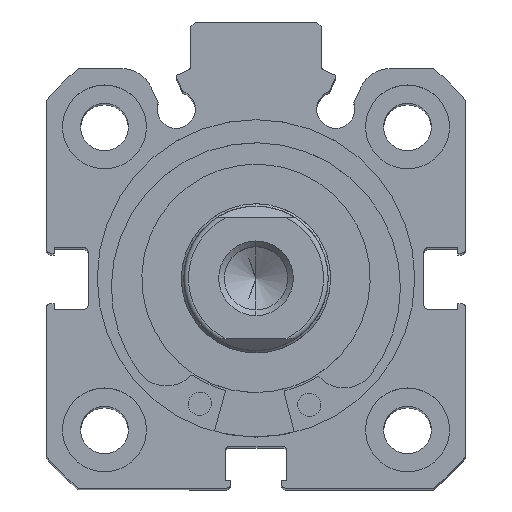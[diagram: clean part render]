
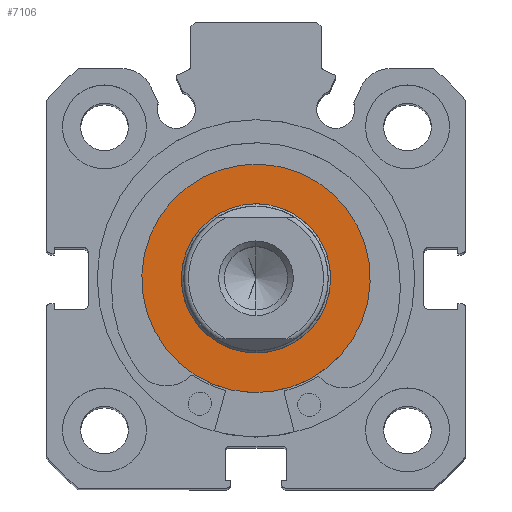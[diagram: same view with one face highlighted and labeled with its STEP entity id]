
A CAD part, top view. The second image highlights one B-rep face of the part: STEP entity #7106.
In plain terms, the highlighted face is planar.
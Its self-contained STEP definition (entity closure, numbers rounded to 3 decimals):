
#316 = ORIENTED_EDGE ( 'NONE', *, *, #1034, .F. ) ;
#406 = EDGE_LOOP ( 'NONE', ( #316, #627 ) ) ;
#440 = EDGE_LOOP ( 'NONE', ( #753, #531 ) ) ;
#531 = ORIENTED_EDGE ( 'NONE', *, *, #1129, .T. ) ;
#627 = ORIENTED_EDGE ( 'NONE', *, *, #1475, .F. ) ;
#753 = ORIENTED_EDGE ( 'NONE', *, *, #1476, .T. ) ;
#1034 = EDGE_CURVE ( 'NONE', #2426, #2236, #3431, .T. ) ;
#1129 = EDGE_CURVE ( 'NONE', #2268, #2385, #3566, .T. ) ;
#1475 = EDGE_CURVE ( 'NONE', #2236, #2426, #5315, .T. ) ;
#1476 = EDGE_CURVE ( 'NONE', #2385, #2268, #5317, .T. ) ;
#1539 = AXIS2_PLACEMENT_3D ( 'NONE', #2914, #2922, #2921 ) ;
#1585 = AXIS2_PLACEMENT_3D ( 'NONE', #4046, #4047, #4048 ) ;
#1733 = AXIS2_PLACEMENT_3D ( 'NONE', #4983, #4985, #4986 ) ;
#1734 = AXIS2_PLACEMENT_3D ( 'NONE', #4978, #4981, #4982 ) ;
#2236 = VERTEX_POINT ( 'NONE', #5014 ) ;
#2268 = VERTEX_POINT ( 'NONE', #5042 ) ;
#2385 = VERTEX_POINT ( 'NONE', #5128 ) ;
#2426 = VERTEX_POINT ( 'NONE', #5167 ) ;
#2914 = CARTESIAN_POINT ( 'NONE',  ( 0., 0., 0. ) ) ;
#2921 = DIRECTION ( 'NONE',  ( 0., 0., 1. ) ) ;
#2922 = DIRECTION ( 'NONE',  ( -1., 0., 0. ) ) ;
#3431 = CIRCLE ( 'NONE', #1539, 8. ) ;
#3566 = CIRCLE ( 'NONE', #1585, 12.25 ) ;
#4046 = CARTESIAN_POINT ( 'NONE',  ( 0., 0., 0. ) ) ;
#4047 = DIRECTION ( 'NONE',  ( -1., 0., 0. ) ) ;
#4048 = DIRECTION ( 'NONE',  ( 0., 0., 1. ) ) ;
#4978 = CARTESIAN_POINT ( 'NONE',  ( 0., 0., 0. ) ) ;
#4981 = DIRECTION ( 'NONE',  ( -1., 0., 0. ) ) ;
#4982 = DIRECTION ( 'NONE',  ( 0., 0., 1. ) ) ;
#4983 = CARTESIAN_POINT ( 'NONE',  ( 0., 0., 0. ) ) ;
#4985 = DIRECTION ( 'NONE',  ( -1., 0., 0. ) ) ;
#4986 = DIRECTION ( 'NONE',  ( 0., 0., 1. ) ) ;
#5014 = CARTESIAN_POINT ( 'NONE',  ( 0., 0., -8. ) ) ;
#5042 = CARTESIAN_POINT ( 'NONE',  ( 0., 0., -12.25 ) ) ;
#5128 = CARTESIAN_POINT ( 'NONE',  ( 0., 0., 12.25 ) ) ;
#5167 = CARTESIAN_POINT ( 'NONE',  ( 0., 0., 8. ) ) ;
#5315 = CIRCLE ( 'NONE', #1734, 8. ) ;
#5317 = CIRCLE ( 'NONE', #1733, 12.25 ) ;
#5486 = FACE_BOUND ( 'NONE', #406, .T. ) ;
#5492 = FACE_OUTER_BOUND ( 'NONE', #440, .T. ) ;
#6114 = CARTESIAN_POINT ( 'NONE',  ( 0., 12.25, 0. ) ) ;
#6115 = PLANE ( 'NONE',  #6823 ) ;
#6116 = DIRECTION ( 'NONE',  ( 1., 0., 0. ) ) ;
#6117 = DIRECTION ( 'NONE',  ( 0., 0., -1. ) ) ;
#6823 = AXIS2_PLACEMENT_3D ( 'NONE', #6114, #6116, #6117 ) ;
#7106 = ADVANCED_FACE ( 'NONE', ( #5486, #5492 ), #6115, .F. ) ;
